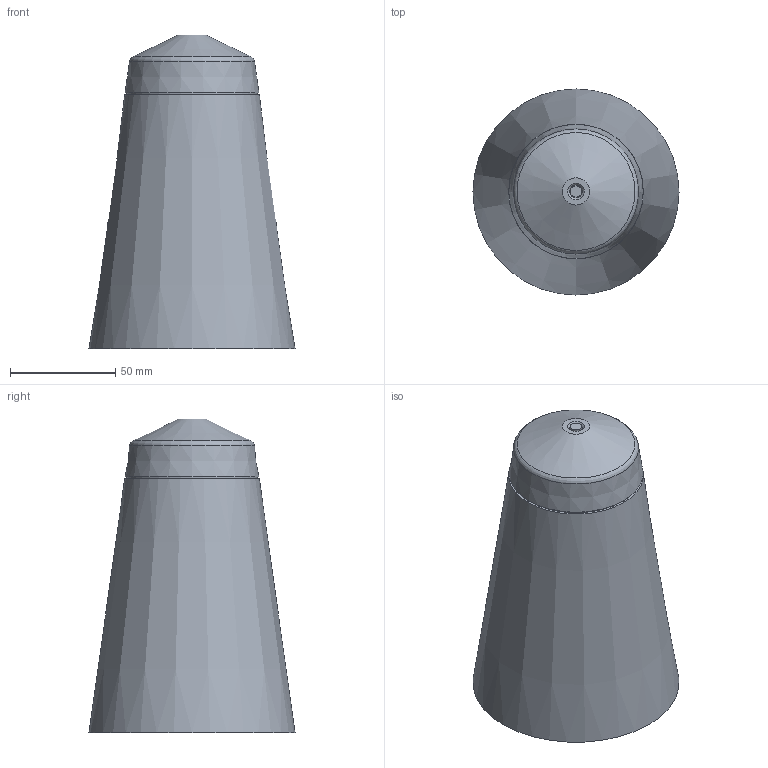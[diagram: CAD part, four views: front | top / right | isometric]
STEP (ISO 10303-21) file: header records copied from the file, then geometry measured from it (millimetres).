
FILE_DESCRIPTION(/* description */ ('This is a sample STEP configuration'),/* implementation_level */ '2;1');
FILE_NAME(/* name */ '194-029xxxxxxxxxxxx SIMPLE.ipt_Rev_00.1.stp',/* time_stamp */ '2023-04-26T15:08:48+02:00',/* author */ ('powerJobs'),/* organization */ ('coolOrange'),/* preprocessor_version */ 'ST-DEVELOPER v19.2',/* originating_system */ 'Autodesk Inventor 2023',/* authorisation */ '');
FILE_SCHEMA (('AUTOMOTIVE_DESIGN { 1 0 10303 214 3 1 1 }'));
Length unit declared in the file: millimetre
Products named in the file (1): ENG000025809
Bounding box: 98.1 x 98.1 x 149.5 mm (x, y, z)
Volume: 202104.7 mm3; surface area: 78253 mm2
Topology: 1 solids, 1 shells, 27 faces, 47 edges, 31 vertices
Faces by surface type: plane 11, cone 9, cylinder 6, torus 1
Full cylindrical faces by diameter (mm): 5.5 x1, 6 x1, 38 x1, 52 x1, 52.5 x1, 62.001 x1
Entity records: 708 total; most frequent: DIRECTION 135, CARTESIAN_POINT 106, ORIENTED_EDGE 94, AXIS2_PLACEMENT_3D 60, EDGE_CURVE 47, EDGE_LOOP 36, CIRCLE 32, VERTEX_POINT 31
